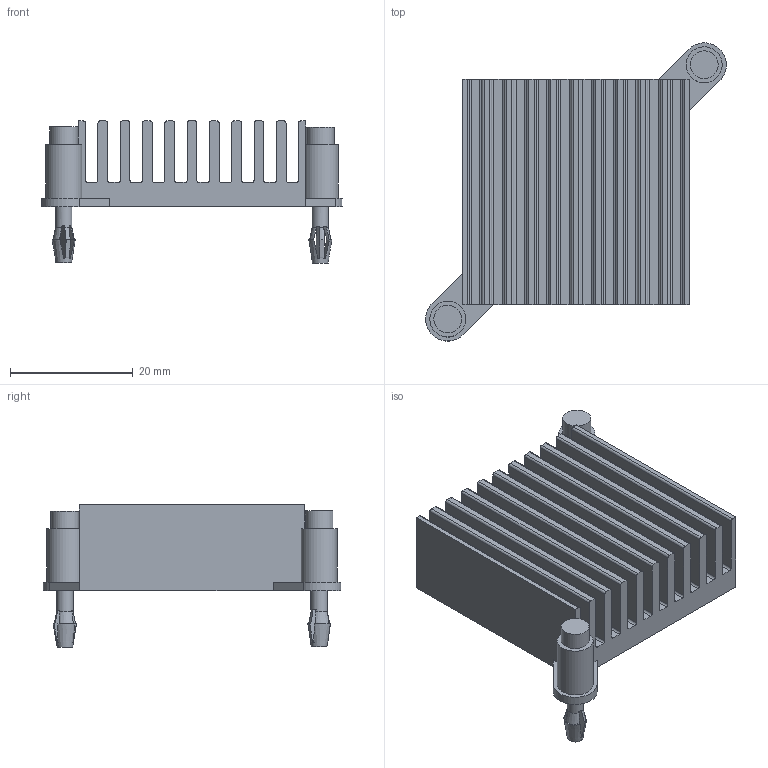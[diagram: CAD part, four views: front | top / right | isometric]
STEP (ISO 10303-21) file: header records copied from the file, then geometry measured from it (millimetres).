
FILE_DESCRIPTION(/* description */ ('Unknown'),/* implementation_level */ '2;1');
FILE_NAME(/* name */ '40x40x14mm-with mount - Compressed 2',/* time_stamp */ '2019-01-10T12:13:27-05:00',/* author */ ('Unknown'),/* organization */ ('Unknown'),/* preprocessor_version */ 'ST-DEVELOPER v16.7',/* originating_system */ 'DEX',/* authorisation */ $);
FILE_SCHEMA (('AUTOMOTIVE_DESIGN {1 0 10303 214 3 1 1}'));
Length unit declared in the file: millimetre
Products named in the file (5): 40x40x14mm-with mount - Compressed 2; 40x40x14mm - With Mount; Standoff - Transparent; Plunger; Spring
Assembly tree (7 placements, depth 2):
  40x40x14mm-with mount - Compressed 2
    40x40x14mm - With Mount
    Standoff - Transparent  x2
    Plunger  x2
    Spring  x2
Bounding box: 48.93 x 48.53 x 23.14 mm (x, y, z)
Volume: 12180.3 mm3; surface area: 13310.3 mm2
Topology: 7 solids, 27 shells, 331 faces, 860 edges, 573 vertices
Faces by surface type: plane 223, cylinder 52, bspline 42, cone 10, torus 4
Full cylindrical faces by diameter (mm): 2.667 x2, 3.175 x2, 4.369 x2, 4.521 x2, 5.842 x2
Entity records: 11384 total; most frequent: CARTESIAN_POINT 4551, ORIENTED_EDGE 1502, DIRECTION 1137, EDGE_CURVE 751, VERTEX_POINT 508, AXIS2_PLACEMENT_3D 397, LINE 343, VECTOR 343
